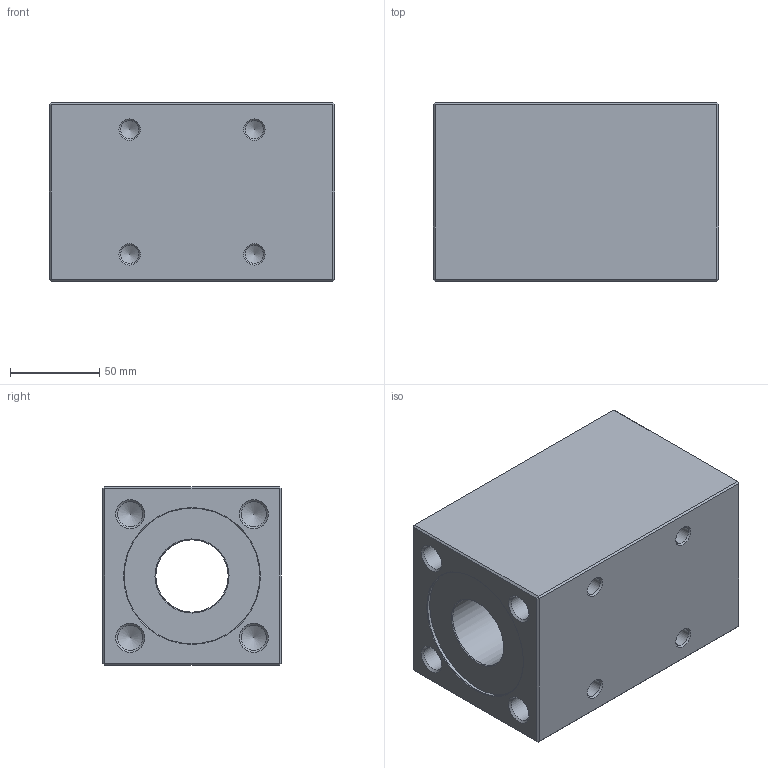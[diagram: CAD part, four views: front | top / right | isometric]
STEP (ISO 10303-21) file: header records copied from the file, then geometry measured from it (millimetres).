
FILE_DESCRIPTION(/* description */ (''),/* implementation_level */ '2;1');
FILE_NAME(/* name */ 'X-FV040-4.stp',/* time_stamp */ '2024-02-07T11:46:14+01:00',/* author */ (''),/* organization */ (''),/* preprocessor_version */ 'ST-DEVELOPER v16',/* originating_system */ 'SIEMENS PLM Software NX 10.0',/* authorisation */ '');
FILE_SCHEMA (('CONFIG_CONTROL_DESIGN'));
Length unit declared in the file: millimetre
Products named in the file (1): X-FV040-4
Bounding box: 160 x 100 x 100 mm (x, y, z)
Volume: 1266319.5 mm3; surface area: 121408.5 mm2
Topology: 1 solids, 1 shells, 88 faces, 210 edges, 126 vertices
Faces by surface type: cone 38, plane 29, cylinder 21
Full cylindrical faces by diameter (mm): 10.2 x4, 14 x12, 40.5 x2, 76.09 x3
Entity records: 2026 total; most frequent: DIRECTION 356, CARTESIAN_POINT 307, ORIENTED_EDGE 226, EDGE_LOOP 154, AXIS2_PLACEMENT_3D 154, FACE_BOUND 148, EDGE_CURVE 113, VERTEX_POINT 105
